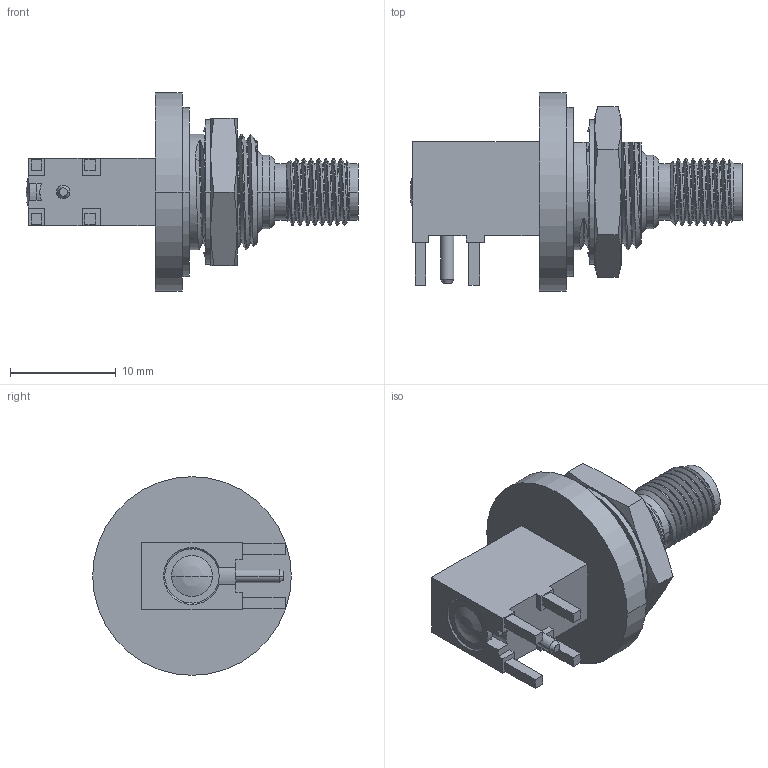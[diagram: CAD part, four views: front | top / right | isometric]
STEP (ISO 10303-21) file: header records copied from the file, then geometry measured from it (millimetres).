
FILE_DESCRIPTION((''),'2;1');
FILE_NAME('901-10352_SW0001','2018-04-09T',('Kaviyarasan'),(''),'CREO PARAMETRIC BY PTC INC, 2017020','CREO PARAMETRIC BY PTC INC, 2017020','');
FILE_SCHEMA(('CONFIG_CONTROL_DESIGN'));
Length unit declared in the file: inch
Products named in the file (1): 901-10352_SW0001
Bounding box: 31.42 x 18.8 x 18.8 mm (x, y, z)
Surface area: 2291.6 mm2 (no closed solid volume)
Topology: 0 solids, 1 shells, 264 faces, 717 edges, 457 vertices
Faces by surface type: plane 87, bspline 79, cylinder 58, cone 38, sphere 2
Entity records: 18133 total; most frequent: CARTESIAN_POINT 12011, ORIENTED_EDGE 1426, DIRECTION 990, EDGE_CURVE 713, VERTEX_POINT 460, VECTOR 370, LINE 370, AXIS2_PLACEMENT_3D 310
